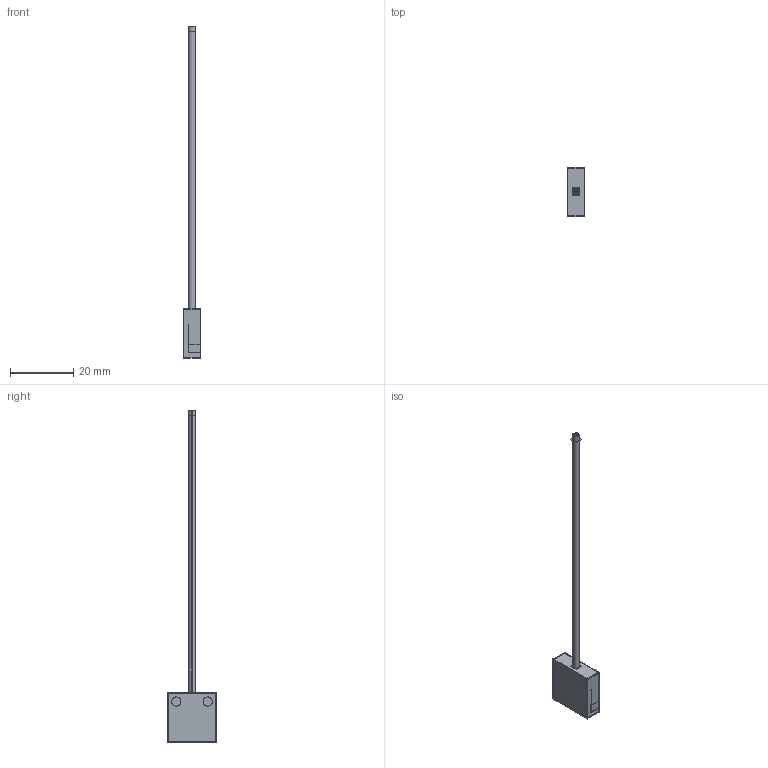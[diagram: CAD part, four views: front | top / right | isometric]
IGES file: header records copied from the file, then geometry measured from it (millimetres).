
Start section:  PTC IGES file: 188733.igs
Global section: file name: 188733.igs; native system: Creo Parametric by Parametric Technology Corporation; preprocessor: 2013230; author: pdmadmin; organization: Unknown; date: 20160112.152638; units: millimetre
Bounding box: 5.28 x 15.59 x 104.72 mm (x, y, z)
Volume: 992 mm3; surface area: 13300.1 mm2
Topology: 25 solids, 25 shells, 392 faces, 1836 edges, 2328 vertices
Faces by surface type: revolution 212, bspline 180
